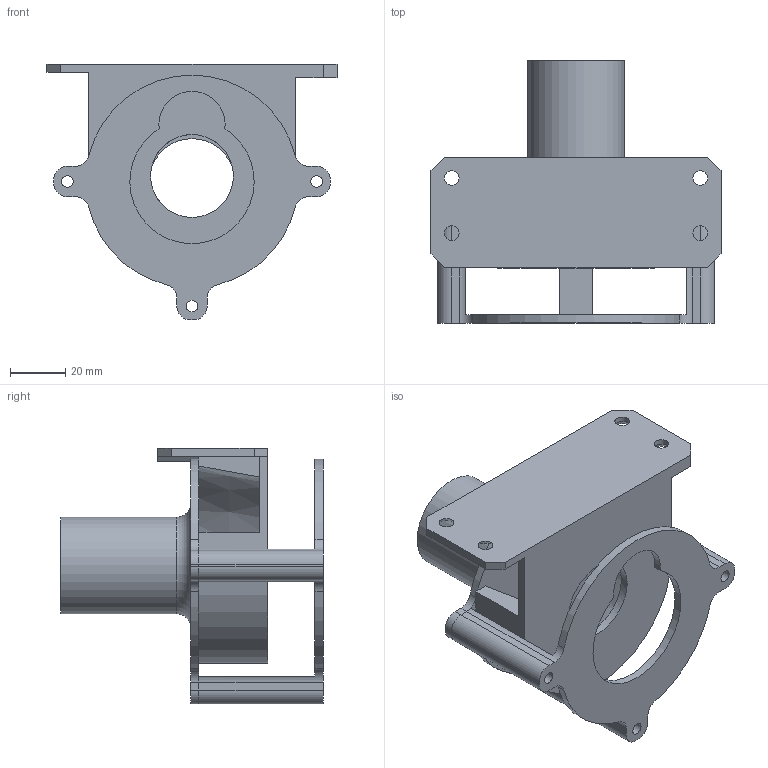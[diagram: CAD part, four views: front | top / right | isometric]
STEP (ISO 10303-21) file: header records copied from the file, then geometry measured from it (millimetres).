
FILE_DESCRIPTION(/* description */ (''),/* implementation_level */ '2;1');
FILE_NAME(/* name */ 'Blower Holder V3 (Model A).step',/* time_stamp */ '2020-04-24T12:48:14+02:00',/* author */ (''),/* organization */ (''),/* preprocessor_version */ 'ST-DEVELOPER v18.1',/* originating_system */ 'Autodesk Translation Framework v9.2.0.1227',/* authorisation */ '');
FILE_SCHEMA (('AUTOMOTIVE_DESIGN { 1 0 10303 214 3 1 1 }'));
Length unit declared in the file: millimetre
Products named in the file (4): Blower Holder V3 (Model A); Bottom; Body; Top
Assembly tree (3 placements, depth 2):
  Blower Holder V3 (Model A)
    Bottom
    Body
    Top
Bounding box: 105 x 95 x 92.61 mm (x, y, z)
Volume: 97715.8 mm3; surface area: 58230.6 mm2
Topology: 3 solids, 3 shells, 97 faces, 270 edges, 180 vertices
Faces by surface type: plane 47, cylinder 44, cone 5, torus 1
Full cylindrical faces by diameter (mm): 4.2 x6, 5.3 x2, 30 x1, 31 x1, 35 x1
Entity records: 3318 total; most frequent: DIRECTION 583, CARTESIAN_POINT 558, ORIENTED_EDGE 540, EDGE_CURVE 270, AXIS2_PLACEMENT_3D 211, VERTEX_POINT 180, LINE 161, VECTOR 161
